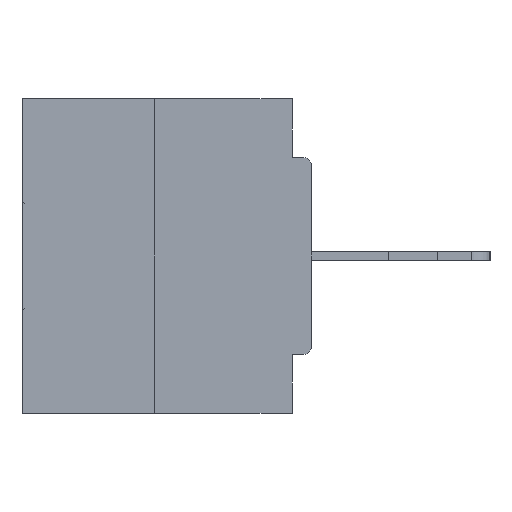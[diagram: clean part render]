
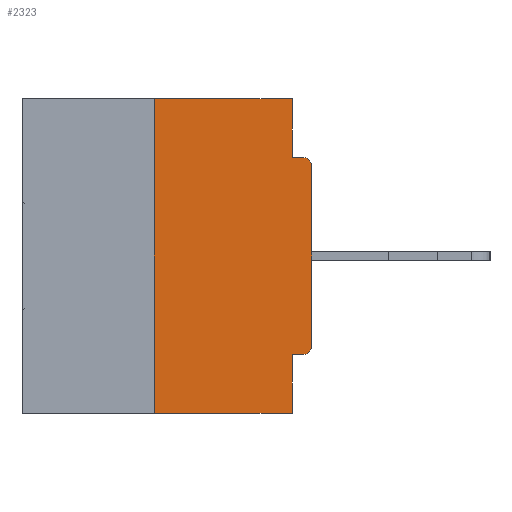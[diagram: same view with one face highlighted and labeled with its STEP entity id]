
A CAD part, left-side view. The second image highlights one B-rep face of the part: STEP entity #2323.
In plain terms, the highlighted planar face has unit normal (-1, 0, 0).
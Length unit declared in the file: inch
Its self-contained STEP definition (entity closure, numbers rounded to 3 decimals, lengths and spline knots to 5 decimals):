
#598 = DIRECTION ( 'NONE',  ( 0., 1., 0. ) ) ;
#794 = LINE ( 'NONE', #34053, #31433 ) ;
#919 = CARTESIAN_POINT ( 'NONE',  ( 0., 0.031, -0.4065 ) ) ;
#1321 = EDGE_CURVE ( 'NONE', #24085, #29257, #28596, .T. ) ;
#1440 = CARTESIAN_POINT ( 'NONE',  ( 0., 0., -0.0935 ) ) ;
#1455 = LINE ( 'NONE', #17332, #33195 ) ;
#1728 = LINE ( 'NONE', #7398, #21588 ) ;
#1819 = CARTESIAN_POINT ( 'NONE',  ( 0., 0.46, 0. ) ) ;
#1907 = CARTESIAN_POINT ( 'NONE',  ( 0., 0., -0.1085 ) ) ;
#1979 = LINE ( 'NONE', #1440, #21222 ) ;
#2323 = ADVANCED_FACE ( 'NONE', ( #36004 ), #22125, .F. ) ;
#2492 = ORIENTED_EDGE ( 'NONE', *, *, #1321, .T. ) ;
#2580 = CARTESIAN_POINT ( 'NONE',  ( 0., 0.46, -0.5 ) ) ;
#3811 = VERTEX_POINT ( 'NONE', #31121 ) ;
#4057 = VERTEX_POINT ( 'NONE', #8574 ) ;
#4722 = EDGE_CURVE ( 'NONE', #29257, #13812, #32979, .T. ) ;
#5080 = LINE ( 'NONE', #1819, #12935 ) ;
#5123 = VECTOR ( 'NONE', #16131, 39.37008 ) ;
#5933 = CARTESIAN_POINT ( 'NONE',  ( 0., 0.031, -0.5 ) ) ;
#6051 = DIRECTION ( 'NONE',  ( 0., 0., -1. ) ) ;
#7014 = ORIENTED_EDGE ( 'NONE', *, *, #12922, .F. ) ;
#7398 = CARTESIAN_POINT ( 'NONE',  ( 0., 0.031, 0. ) ) ;
#8525 = ORIENTED_EDGE ( 'NONE', *, *, #13804, .F. ) ;
#8574 = CARTESIAN_POINT ( 'NONE',  ( 0., 0.015, -0.0935 ) ) ;
#9139 = VERTEX_POINT ( 'NONE', #5933 ) ;
#11107 = ORIENTED_EDGE ( 'NONE', *, *, #19576, .T. ) ;
#11896 = CARTESIAN_POINT ( 'NONE',  ( 0., 0.46, 0. ) ) ;
#12130 = CIRCLE ( 'NONE', #32550, 0.015 ) ;
#12850 = AXIS2_PLACEMENT_3D ( 'NONE', #20469, #31599, #26315 ) ;
#12919 = ORIENTED_EDGE ( 'NONE', *, *, #19198, .F. ) ;
#12922 = EDGE_CURVE ( 'NONE', #31957, #9139, #1455, .T. ) ;
#12935 = VECTOR ( 'NONE', #35277, 39.37008 ) ;
#13107 = CARTESIAN_POINT ( 'NONE',  ( 0., 0.015, -0.1085 ) ) ;
#13234 = LINE ( 'NONE', #13402, #5123 ) ;
#13402 = CARTESIAN_POINT ( 'NONE',  ( 0., 0.25, 0. ) ) ;
#13463 = EDGE_CURVE ( 'NONE', #13812, #4057, #12130, .T. ) ;
#13804 = EDGE_CURVE ( 'NONE', #32971, #32056, #13234, .T. ) ;
#13812 = VERTEX_POINT ( 'NONE', #1907 ) ;
#14477 = CARTESIAN_POINT ( 'NONE',  ( 0., 0.25, -0.5 ) ) ;
#15871 = AXIS2_PLACEMENT_3D ( 'NONE', #11896, #33814, #6051 ) ;
#16056 = CARTESIAN_POINT ( 'NONE',  ( 0., 0.25, 0. ) ) ;
#16131 = DIRECTION ( 'NONE',  ( 0., 0., 1. ) ) ;
#16269 = EDGE_CURVE ( 'NONE', #3811, #33823, #1728, .T. ) ;
#17332 = CARTESIAN_POINT ( 'NONE',  ( 0., 0.031, -0.5 ) ) ;
#18304 = EDGE_CURVE ( 'NONE', #32056, #3811, #5080, .T. ) ;
#18415 = DIRECTION ( 'NONE',  ( 0., -1., 0. ) ) ;
#18529 = DIRECTION ( 'NONE',  ( 0., 0., -1. ) ) ;
#19198 = EDGE_CURVE ( 'NONE', #24085, #31957, #794, .T. ) ;
#19576 = EDGE_CURVE ( 'NONE', #32971, #9139, #25256, .T. ) ;
#20469 = CARTESIAN_POINT ( 'NONE',  ( 0., 0.015, -0.3915 ) ) ;
#21222 = VECTOR ( 'NONE', #18415, 39.37008 ) ;
#21588 = VECTOR ( 'NONE', #18529, 39.37008 ) ;
#22006 = ORIENTED_EDGE ( 'NONE', *, *, #35837, .F. ) ;
#22125 = PLANE ( 'NONE',  #15871 ) ;
#22136 = VECTOR ( 'NONE', #33096, 39.37008 ) ;
#22219 = CARTESIAN_POINT ( 'NONE',  ( 0., 0., -0.3915 ) ) ;
#22456 = VECTOR ( 'NONE', #29879, 39.37008 ) ;
#22807 = CARTESIAN_POINT ( 'NONE',  ( 0., 0.015, -0.4065 ) ) ;
#23351 = EDGE_LOOP ( 'NONE', ( #34189, #8525, #11107, #7014, #12919, #2492, #35003, #29269, #22006, #29881 ) ) ;
#24085 = VERTEX_POINT ( 'NONE', #22807 ) ;
#25256 = LINE ( 'NONE', #2580, #22136 ) ;
#26128 = DIRECTION ( 'NONE',  ( 0., 0., -1. ) ) ;
#26315 = DIRECTION ( 'NONE',  ( 0., 0., -1. ) ) ;
#26460 = DIRECTION ( 'NONE',  ( 0., 0., -1. ) ) ;
#28596 = CIRCLE ( 'NONE', #12850, 0.015 ) ;
#29257 = VERTEX_POINT ( 'NONE', #22219 ) ;
#29269 = ORIENTED_EDGE ( 'NONE', *, *, #13463, .T. ) ;
#29375 = DIRECTION ( 'NONE',  ( -1., 0., 0. ) ) ;
#29879 = DIRECTION ( 'NONE',  ( 0., 0., 1. ) ) ;
#29881 = ORIENTED_EDGE ( 'NONE', *, *, #16269, .F. ) ;
#30053 = CARTESIAN_POINT ( 'NONE',  ( 0., 0., 0. ) ) ;
#31121 = CARTESIAN_POINT ( 'NONE',  ( 0., 0.031, 0. ) ) ;
#31433 = VECTOR ( 'NONE', #598, 39.37008 ) ;
#31599 = DIRECTION ( 'NONE',  ( -1., 0., 0. ) ) ;
#31957 = VERTEX_POINT ( 'NONE', #919 ) ;
#32056 = VERTEX_POINT ( 'NONE', #16056 ) ;
#32395 = CARTESIAN_POINT ( 'NONE',  ( 0., 0.031, -0.0935 ) ) ;
#32550 = AXIS2_PLACEMENT_3D ( 'NONE', #13107, #29375, #26460 ) ;
#32971 = VERTEX_POINT ( 'NONE', #14477 ) ;
#32979 = LINE ( 'NONE', #30053, #22456 ) ;
#33096 = DIRECTION ( 'NONE',  ( 0., -1., 0. ) ) ;
#33195 = VECTOR ( 'NONE', #26128, 39.37008 ) ;
#33814 = DIRECTION ( 'NONE',  ( 1., 0., 0. ) ) ;
#33823 = VERTEX_POINT ( 'NONE', #32395 ) ;
#34053 = CARTESIAN_POINT ( 'NONE',  ( 0., 0., -0.4065 ) ) ;
#34189 = ORIENTED_EDGE ( 'NONE', *, *, #18304, .F. ) ;
#35003 = ORIENTED_EDGE ( 'NONE', *, *, #4722, .T. ) ;
#35277 = DIRECTION ( 'NONE',  ( 0., -1., 0. ) ) ;
#35837 = EDGE_CURVE ( 'NONE', #33823, #4057, #1979, .T. ) ;
#36004 = FACE_OUTER_BOUND ( 'NONE', #23351, .T. ) ;
